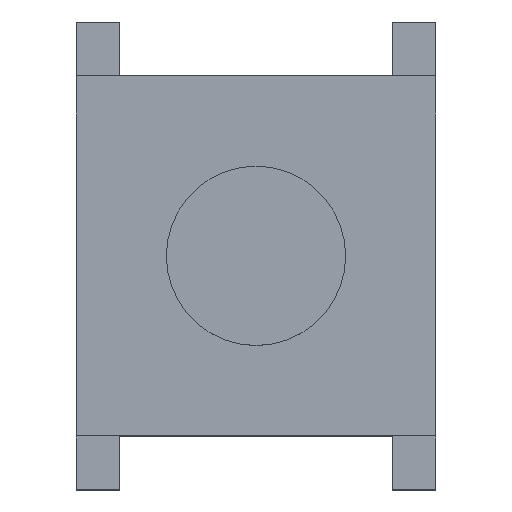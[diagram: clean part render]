
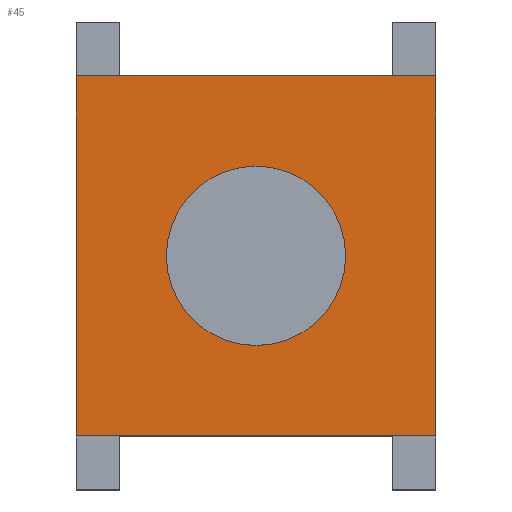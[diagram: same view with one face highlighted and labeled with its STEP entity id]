
A CAD part, top view. The second image highlights one B-rep face of the part: STEP entity #45.
In plain terms, the highlighted planar face has unit normal (0, 0, 1).
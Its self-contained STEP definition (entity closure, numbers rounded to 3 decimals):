
#35=FACE_BOUND('',#102,.T.);
#36=FACE_BOUND('',#103,.T.);
#39=CIRCLE('',#405,1.246);
#45=ADVANCED_FACE('',(#35,#36),#65,.T.);
#65=PLANE('',#406);
#102=EDGE_LOOP('',(#152));
#103=EDGE_LOOP('',(#153,#154,#155,#156));
#152=ORIENTED_EDGE('',*,*,#282,.F.);
#153=ORIENTED_EDGE('',*,*,#273,.T.);
#154=ORIENTED_EDGE('',*,*,#257,.T.);
#155=ORIENTED_EDGE('',*,*,#281,.T.);
#156=ORIENTED_EDGE('',*,*,#267,.T.);
#223=VERTEX_POINT('',#524);
#224=VERTEX_POINT('',#526);
#233=VERTEX_POINT('',#545);
#234=VERTEX_POINT('',#547);
#244=VERTEX_POINT('',#575);
#257=EDGE_CURVE('',#224,#223,#307,.T.);
#267=EDGE_CURVE('',#234,#233,#317,.T.);
#273=EDGE_CURVE('',#233,#224,#323,.T.);
#281=EDGE_CURVE('',#223,#234,#331,.T.);
#282=EDGE_CURVE('',#244,#244,#39,.T.);
#307=LINE('',#525,#355);
#317=LINE('',#546,#365);
#323=LINE('',#558,#371);
#331=LINE('',#572,#379);
#355=VECTOR('',#428,1.);
#365=VECTOR('',#440,1.);
#371=VECTOR('',#448,1.);
#379=VECTOR('',#458,1.);
#405=AXIS2_PLACEMENT_3D('',#574,#461,#462);
#406=AXIS2_PLACEMENT_3D('',#576,#463,#464);
#428=DIRECTION('',(1.,0.,0.));
#440=DIRECTION('',(-1.,0.,0.));
#448=DIRECTION('',(0.,-1.,0.));
#458=DIRECTION('',(0.,1.,0.));
#461=DIRECTION('',(0.,0.,1.));
#462=DIRECTION('',(0.,-1.,0.));
#463=DIRECTION('',(0.,0.,1.));
#464=DIRECTION('',(1.,0.,0.));
#524=CARTESIAN_POINT('',(2.5,-2.5,1.));
#525=CARTESIAN_POINT('',(-2.5,-2.5,1.));
#526=CARTESIAN_POINT('',(-2.5,-2.5,1.));
#545=CARTESIAN_POINT('',(-2.5,2.5,1.));
#546=CARTESIAN_POINT('',(2.5,2.5,1.));
#547=CARTESIAN_POINT('',(2.5,2.5,1.));
#558=CARTESIAN_POINT('',(-2.5,2.5,1.));
#572=CARTESIAN_POINT('',(2.5,-2.5,1.));
#574=CARTESIAN_POINT('',(0.,0.,1.));
#575=CARTESIAN_POINT('',(0.,-1.246,1.));
#576=CARTESIAN_POINT('',(0.,0.,1.));
